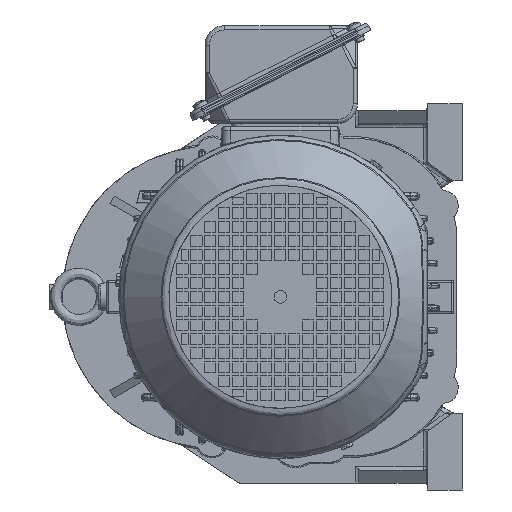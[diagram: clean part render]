
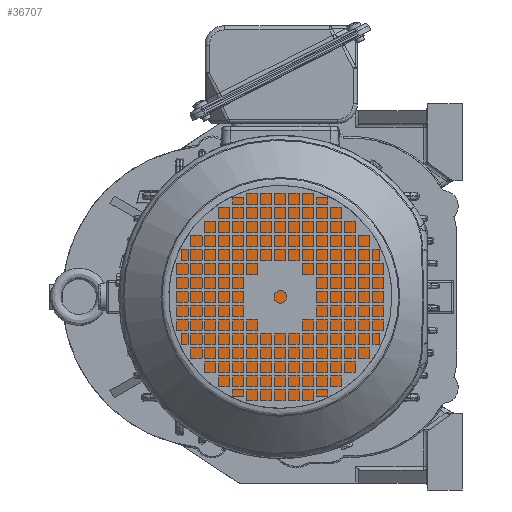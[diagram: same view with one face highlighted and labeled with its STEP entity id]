
A CAD part, left-side view. The second image highlights one B-rep face of the part: STEP entity #36707.
In plain terms, the highlighted planar face has unit normal (-1, 0, 0).
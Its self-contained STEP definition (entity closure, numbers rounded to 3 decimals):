
#6999 = DIRECTION ( 'NONE',  ( -1., 0., 0. ) ) ;
#8914 = DIRECTION ( 'NONE',  ( 0., -1., 0. ) ) ;
#25547 = VERTEX_POINT ( 'NONE', #127271 ) ;
#36707 = ADVANCED_FACE ( 'NONE', ( #79584 ), #182250, .T. ) ;
#78656 = CARTESIAN_POINT ( 'NONE',  ( -1358.417, -464.591, -11139.324 ) ) ;
#79584 = FACE_OUTER_BOUND ( 'NONE', #106593, .T. ) ;
#81302 = EDGE_CURVE ( 'NONE', #25547, #25547, #167664, .T. ) ;
#92269 = CARTESIAN_POINT ( 'NONE',  ( -1358.417, -563.591, -11139.324 ) ) ;
#96114 = DIRECTION ( 'NONE',  ( -1., 0., 0. ) ) ;
#106593 = EDGE_LOOP ( 'NONE', ( #158493 ) ) ;
#115225 = AXIS2_PLACEMENT_3D ( 'NONE', #78656, #96114, #8914 ) ;
#127271 = CARTESIAN_POINT ( 'NONE',  ( -1358.417, -466.091, -11139.324 ) ) ;
#136738 = AXIS2_PLACEMENT_3D ( 'NONE', #92269, #6999, #152290 ) ;
#152290 = DIRECTION ( 'NONE',  ( 0., 1., 0. ) ) ;
#158493 = ORIENTED_EDGE ( 'NONE', *, *, #81302, .T. ) ;
#167664 = CIRCLE ( 'NONE', #136738, 97.5 ) ;
#182250 = PLANE ( 'NONE',  #115225 ) ;
